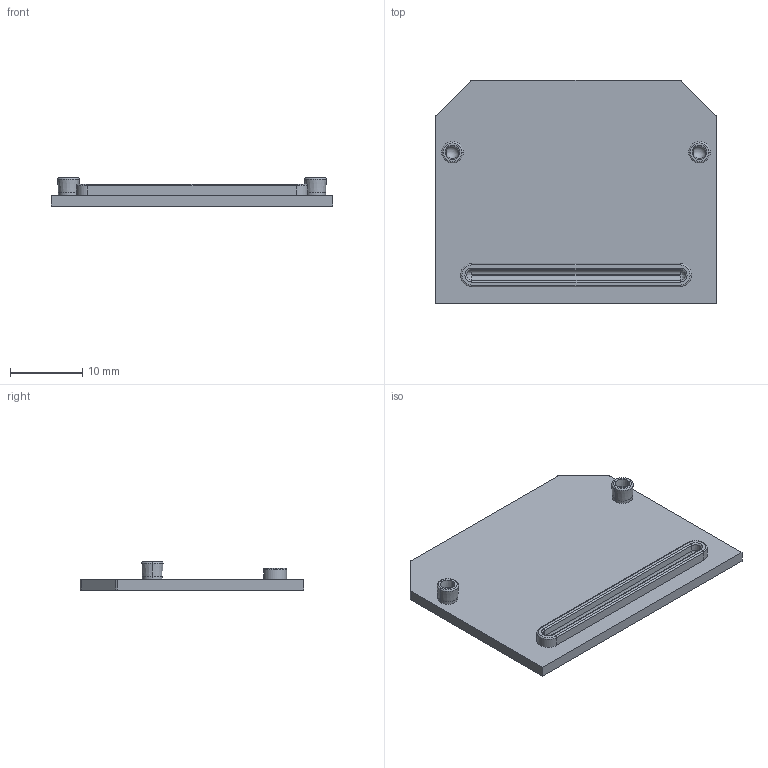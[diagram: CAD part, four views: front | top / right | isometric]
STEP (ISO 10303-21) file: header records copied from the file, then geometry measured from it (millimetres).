
FILE_DESCRIPTION((''),'2;1');
FILE_NAME('8YB750088','2021-12-25T',('Administrator'),(''),'PRO/ENGINEER BY PARAMETRIC TECHNOLOGY CORPORATION, 2013230','PRO/ENGINEER BY PARAMETRIC TECHNOLOGY CORPORATION, 2013230','');
FILE_SCHEMA(('AUTOMOTIVE_DESIGN { 1 0 10303 214 1 1 1 1 }'));
Length unit declared in the file: millimetre
Products named in the file (1): 8YB750088
Bounding box: 39 x 31 x 3.9 mm (x, y, z)
Volume: 1857.1 mm3; surface area: 2817.7 mm2
Topology: 1 solids, 1 shells, 67 faces, 154 edges, 94 vertices
Faces by surface type: plane 21, cylinder 20, cone 10, torus 8, sphere 6, bspline 2
Entity records: 2509 total; most frequent: CARTESIAN_POINT 367, DIRECTION 358, ORIENTED_EDGE 300, PRESENTATION_STYLE_ASSIGNMENT 152, STYLED_ITEM 151, CURVE_STYLE 150, EDGE_CURVE 150, AXIS2_PLACEMENT_3D 143
